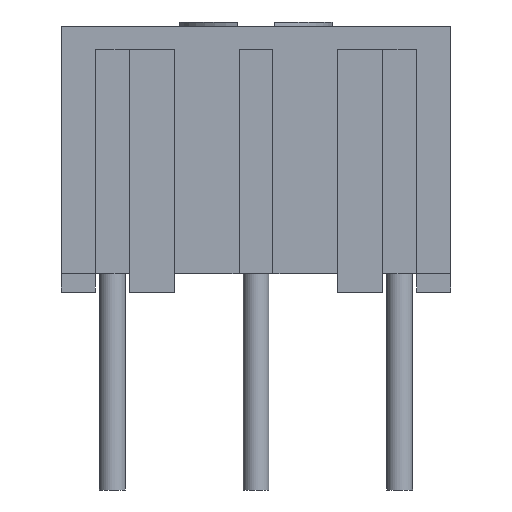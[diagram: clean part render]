
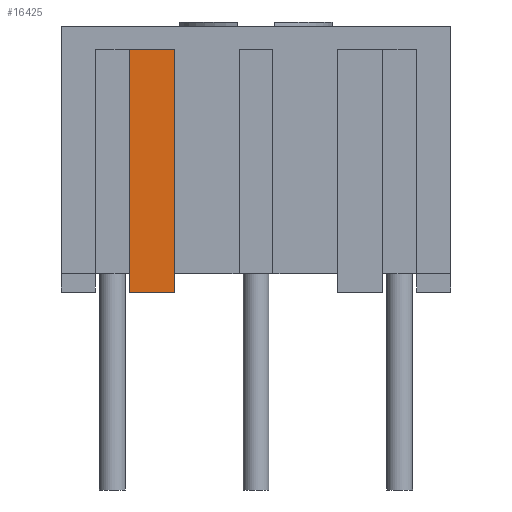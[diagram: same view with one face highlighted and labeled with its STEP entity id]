
A CAD part, front view. The second image highlights one B-rep face of the part: STEP entity #16425.
In plain terms, the highlighted planar face has unit normal (0, -1, 0).
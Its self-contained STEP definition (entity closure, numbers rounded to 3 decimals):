
#14290 = VERTEX_POINT('',#14291);
#14291 = CARTESIAN_POINT('',(1.506,-12.253,
    1.49));
#14298 = PLANE('',#14299);
#14299 = AXIS2_PLACEMENT_3D('',#14300,#14301,#14302);
#14300 = CARTESIAN_POINT('',(3.746,-8.508,
    1.49));
#14301 = DIRECTION('',(0.,0.,1.));
#14302 = DIRECTION('',(1.,0.,0.));
#14310 = PLANE('',#14311);
#14311 = AXIS2_PLACEMENT_3D('',#14312,#14313,#14314);
#14312 = CARTESIAN_POINT('',(1.506,-11.403,
    5.79));
#14313 = DIRECTION('',(1.,0.,0.));
#14314 = DIRECTION('',(0.,0.,-1.));
#14351 = VERTEX_POINT('',#14352);
#14352 = CARTESIAN_POINT('',(2.306,-12.253,
    1.49));
#14366 = PLANE('',#14367);
#14367 = AXIS2_PLACEMENT_3D('',#14368,#14369,#14370);
#14368 = CARTESIAN_POINT('',(2.306,-12.253,
    5.79));
#14369 = DIRECTION('',(-1.,0.,0.));
#14370 = DIRECTION('',(0.,0.,1.));
#14378 = EDGE_CURVE('',#14290,#14351,#14379,.T.);
#14379 = SURFACE_CURVE('',#14380,(#14384,#14391),.PCURVE_S1.);
#14380 = LINE('',#14381,#14382);
#14381 = CARTESIAN_POINT('',(1.506,-12.253,
    1.49));
#14382 = VECTOR('',#14383,1.);
#14383 = DIRECTION('',(1.,0.,0.));
#14384 = PCURVE('',#14298,#14385);
#14385 = DEFINITIONAL_REPRESENTATION('',(#14386),#14390);
#14386 = LINE('',#14387,#14388);
#14387 = CARTESIAN_POINT('',(-2.24,-3.745));
#14388 = VECTOR('',#14389,1.);
#14389 = DIRECTION('',(1.,0.));
#14390 = ( GEOMETRIC_REPRESENTATION_CONTEXT(2) 
PARAMETRIC_REPRESENTATION_CONTEXT() REPRESENTATION_CONTEXT('2D SPACE',''
  ) );
#14391 = PCURVE('',#14392,#14397);
#14392 = PLANE('',#14393);
#14393 = AXIS2_PLACEMENT_3D('',#14394,#14395,#14396);
#14394 = CARTESIAN_POINT('',(3.746,-12.253,
    1.49));
#14395 = DIRECTION('',(0.,-1.,0.));
#14396 = DIRECTION('',(0.,0.,-1.));
#14397 = DEFINITIONAL_REPRESENTATION('',(#14398),#14402);
#14398 = LINE('',#14399,#14400);
#14399 = CARTESIAN_POINT('',(0.,-2.24));
#14400 = VECTOR('',#14401,1.);
#14401 = DIRECTION('',(0.,1.));
#14402 = ( GEOMETRIC_REPRESENTATION_CONTEXT(2) 
PARAMETRIC_REPRESENTATION_CONTEXT() REPRESENTATION_CONTEXT('2D SPACE',''
  ) );
#14917 = PLANE('',#14918);
#14918 = AXIS2_PLACEMENT_3D('',#14919,#14920,#14921);
#14919 = CARTESIAN_POINT('',(1.506,-12.253,
    5.79));
#14920 = DIRECTION('',(0.,0.,-1.));
#14921 = DIRECTION('',(-1.,0.,0.));
#16236 = EDGE_CURVE('',#16237,#14290,#16239,.T.);
#16237 = VERTEX_POINT('',#16238);
#16238 = CARTESIAN_POINT('',(1.506,-12.253,
    5.79));
#16239 = SURFACE_CURVE('',#16240,(#16244,#16251),.PCURVE_S1.);
#16240 = LINE('',#16241,#16242);
#16241 = CARTESIAN_POINT('',(1.506,-12.253,
    5.79));
#16242 = VECTOR('',#16243,1.);
#16243 = DIRECTION('',(0.,0.,-1.));
#16244 = PCURVE('',#14310,#16245);
#16245 = DEFINITIONAL_REPRESENTATION('',(#16246),#16250);
#16246 = LINE('',#16247,#16248);
#16247 = CARTESIAN_POINT('',(0.,-0.85));
#16248 = VECTOR('',#16249,1.);
#16249 = DIRECTION('',(1.,0.));
#16250 = ( GEOMETRIC_REPRESENTATION_CONTEXT(2) 
PARAMETRIC_REPRESENTATION_CONTEXT() REPRESENTATION_CONTEXT('2D SPACE',''
  ) );
#16251 = PCURVE('',#14392,#16252);
#16252 = DEFINITIONAL_REPRESENTATION('',(#16253),#16257);
#16253 = LINE('',#16254,#16255);
#16254 = CARTESIAN_POINT('',(-4.3,-2.24));
#16255 = VECTOR('',#16256,1.);
#16256 = DIRECTION('',(1.,0.));
#16257 = ( GEOMETRIC_REPRESENTATION_CONTEXT(2) 
PARAMETRIC_REPRESENTATION_CONTEXT() REPRESENTATION_CONTEXT('2D SPACE',''
  ) );
#16355 = VERTEX_POINT('',#16356);
#16356 = CARTESIAN_POINT('',(2.306,-12.253,
    5.79));
#16377 = EDGE_CURVE('',#14351,#16355,#16378,.T.);
#16378 = SURFACE_CURVE('',#16379,(#16383,#16390),.PCURVE_S1.);
#16379 = LINE('',#16380,#16381);
#16380 = CARTESIAN_POINT('',(2.306,-12.253,
    5.79));
#16381 = VECTOR('',#16382,1.);
#16382 = DIRECTION('',(0.,0.,1.));
#16383 = PCURVE('',#14366,#16384);
#16384 = DEFINITIONAL_REPRESENTATION('',(#16385),#16389);
#16385 = LINE('',#16386,#16387);
#16386 = CARTESIAN_POINT('',(0.,0.));
#16387 = VECTOR('',#16388,1.);
#16388 = DIRECTION('',(1.,0.));
#16389 = ( GEOMETRIC_REPRESENTATION_CONTEXT(2) 
PARAMETRIC_REPRESENTATION_CONTEXT() REPRESENTATION_CONTEXT('2D SPACE',''
  ) );
#16390 = PCURVE('',#14392,#16391);
#16391 = DEFINITIONAL_REPRESENTATION('',(#16392),#16396);
#16392 = LINE('',#16393,#16394);
#16393 = CARTESIAN_POINT('',(-4.3,-1.44));
#16394 = VECTOR('',#16395,1.);
#16395 = DIRECTION('',(-1.,0.));
#16396 = ( GEOMETRIC_REPRESENTATION_CONTEXT(2) 
PARAMETRIC_REPRESENTATION_CONTEXT() REPRESENTATION_CONTEXT('2D SPACE',''
  ) );
#16404 = EDGE_CURVE('',#16355,#16237,#16405,.T.);
#16405 = SURFACE_CURVE('',#16406,(#16410,#16417),.PCURVE_S1.);
#16406 = LINE('',#16407,#16408);
#16407 = CARTESIAN_POINT('',(1.506,-12.253,
    5.79));
#16408 = VECTOR('',#16409,1.);
#16409 = DIRECTION('',(-1.,-0.,-0.));
#16410 = PCURVE('',#14917,#16411);
#16411 = DEFINITIONAL_REPRESENTATION('',(#16412),#16416);
#16412 = LINE('',#16413,#16414);
#16413 = CARTESIAN_POINT('',(0.,0.));
#16414 = VECTOR('',#16415,1.);
#16415 = DIRECTION('',(1.,0.));
#16416 = ( GEOMETRIC_REPRESENTATION_CONTEXT(2) 
PARAMETRIC_REPRESENTATION_CONTEXT() REPRESENTATION_CONTEXT('2D SPACE',''
  ) );
#16417 = PCURVE('',#14392,#16418);
#16418 = DEFINITIONAL_REPRESENTATION('',(#16419),#16423);
#16419 = LINE('',#16420,#16421);
#16420 = CARTESIAN_POINT('',(-4.3,-2.24));
#16421 = VECTOR('',#16422,1.);
#16422 = DIRECTION('',(0.,-1.));
#16423 = ( GEOMETRIC_REPRESENTATION_CONTEXT(2) 
PARAMETRIC_REPRESENTATION_CONTEXT() REPRESENTATION_CONTEXT('2D SPACE',''
  ) );
#16425 = ADVANCED_FACE('',(#16426),#14392,.T.);
#16426 = FACE_BOUND('',#16427,.T.);
#16427 = EDGE_LOOP('',(#16428,#16429,#16430,#16431));
#16428 = ORIENTED_EDGE('',*,*,#16236,.T.);
#16429 = ORIENTED_EDGE('',*,*,#14378,.T.);
#16430 = ORIENTED_EDGE('',*,*,#16377,.T.);
#16431 = ORIENTED_EDGE('',*,*,#16404,.T.);
